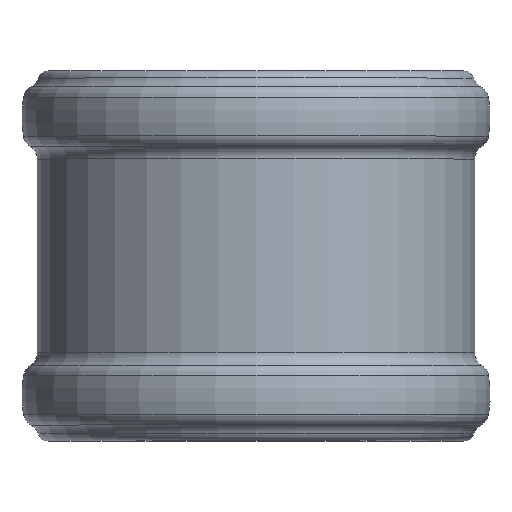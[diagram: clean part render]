
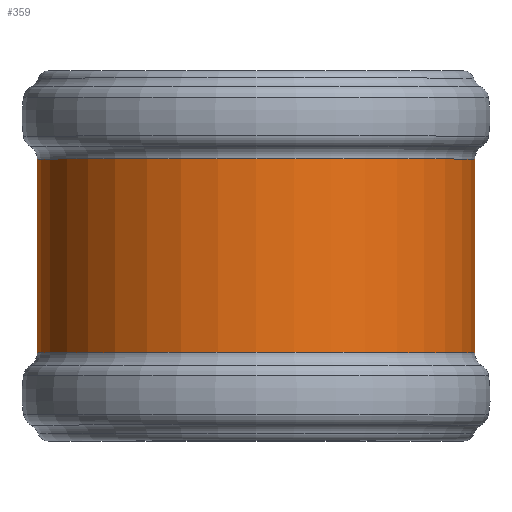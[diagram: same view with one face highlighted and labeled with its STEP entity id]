
A CAD part, top view. The second image highlights one B-rep face of the part: STEP entity #359.
In plain terms, the highlighted cylindrical face has radius 72.7 mm (diameter 145.4 mm), a full revolution.
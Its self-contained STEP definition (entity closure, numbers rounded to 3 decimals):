
#20=CYLINDRICAL_SURFACE('',#418,72.7);
#49=FACE_BOUND('',#138,.T.);
#81=FACE_OUTER_BOUND('',#137,.T.);
#137=EDGE_LOOP('',(#297));
#138=EDGE_LOOP('',(#298));
#159=CIRCLE('',#381,72.7);
#178=CIRCLE('',#419,72.7);
#191=VERTEX_POINT('',#582);
#210=VERTEX_POINT('',#639);
#223=EDGE_CURVE('',#191,#191,#159,.T.);
#242=EDGE_CURVE('',#210,#210,#178,.T.);
#297=ORIENTED_EDGE('',*,*,#223,.T.);
#298=ORIENTED_EDGE('',*,*,#242,.F.);
#359=ADVANCED_FACE('',(#81,#49),#20,.T.);
#381=AXIS2_PLACEMENT_3D('',#583,#459,#460);
#418=AXIS2_PLACEMENT_3D('',#638,#533,#534);
#419=AXIS2_PLACEMENT_3D('',#640,#535,#536);
#459=DIRECTION('center_axis',(0.,-1.,0.));
#460=DIRECTION('ref_axis',(1.,0.,0.));
#533=DIRECTION('center_axis',(0.,-1.,0.));
#534=DIRECTION('ref_axis',(1.,0.,0.));
#535=DIRECTION('center_axis',(0.,-1.,0.));
#536=DIRECTION('ref_axis',(1.,0.,0.));
#582=CARTESIAN_POINT('',(5.328,37.305,0.));
#583=CARTESIAN_POINT('Origin',(-67.372,37.305,0.));
#638=CARTESIAN_POINT('Origin',(-67.372,-10.985,0.));
#639=CARTESIAN_POINT('',(5.328,-27.082,0.));
#640=CARTESIAN_POINT('Origin',(-67.372,-27.082,0.));
